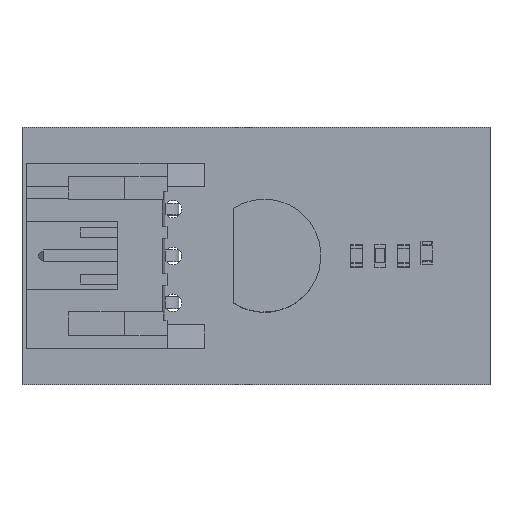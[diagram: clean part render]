
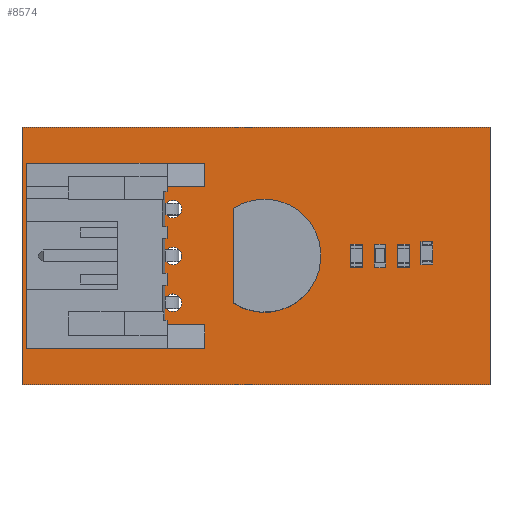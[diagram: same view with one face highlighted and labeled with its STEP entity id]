
A CAD part, top view. The second image highlights one B-rep face of the part: STEP entity #8574.
In plain terms, the highlighted planar face has unit normal (0, 0, 1).
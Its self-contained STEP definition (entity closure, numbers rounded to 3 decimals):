
#8396 = VERTEX_POINT('',#8397);
#8397 = CARTESIAN_POINT('',(150.,-91.,1.6));
#8403 = EDGE_CURVE('',#8396,#8404,#8406,.T.);
#8404 = VERTEX_POINT('',#8405);
#8405 = CARTESIAN_POINT('',(130.,-91.,1.6));
#8406 = LINE('',#8407,#8408);
#8407 = CARTESIAN_POINT('',(150.,-91.,1.6));
#8408 = VECTOR('',#8409,1.);
#8409 = DIRECTION('',(-1.,0.,0.));
#8436 = VERTEX_POINT('',#8437);
#8437 = CARTESIAN_POINT('',(150.,-80.,1.6));
#8443 = EDGE_CURVE('',#8436,#8396,#8444,.T.);
#8444 = LINE('',#8445,#8446);
#8445 = CARTESIAN_POINT('',(150.,-80.,1.6));
#8446 = VECTOR('',#8447,1.);
#8447 = DIRECTION('',(0.,-1.,0.));
#8465 = EDGE_CURVE('',#8404,#8466,#8468,.T.);
#8466 = VERTEX_POINT('',#8467);
#8467 = CARTESIAN_POINT('',(130.,-80.,1.6));
#8468 = LINE('',#8469,#8470);
#8469 = CARTESIAN_POINT('',(130.,-91.,1.6));
#8470 = VECTOR('',#8471,1.);
#8471 = DIRECTION('',(0.,1.,0.));
#8574 = ADVANCED_FACE('',(#8575,#8586,#8597,#8608,#8619,#8630,#8641),
  #8652,.T.);
#8575 = FACE_BOUND('',#8576,.T.);
#8576 = EDGE_LOOP('',(#8577,#8578,#8579,#8585));
#8577 = ORIENTED_EDGE('',*,*,#8403,.F.);
#8578 = ORIENTED_EDGE('',*,*,#8443,.F.);
#8579 = ORIENTED_EDGE('',*,*,#8580,.F.);
#8580 = EDGE_CURVE('',#8466,#8436,#8581,.T.);
#8581 = LINE('',#8582,#8583);
#8582 = CARTESIAN_POINT('',(130.,-80.,1.6));
#8583 = VECTOR('',#8584,1.);
#8584 = DIRECTION('',(1.,0.,0.));
#8585 = ORIENTED_EDGE('',*,*,#8465,.F.);
#8586 = FACE_BOUND('',#8587,.T.);
#8587 = EDGE_LOOP('',(#8588));
#8588 = ORIENTED_EDGE('',*,*,#8589,.T.);
#8589 = EDGE_CURVE('',#8590,#8590,#8592,.T.);
#8590 = VERTEX_POINT('',#8591);
#8591 = CARTESIAN_POINT('',(136.45,-87.875,1.6));
#8592 = CIRCLE('',#8593,0.375);
#8593 = AXIS2_PLACEMENT_3D('',#8594,#8595,#8596);
#8594 = CARTESIAN_POINT('',(136.45,-87.5,1.6));
#8595 = DIRECTION('',(-0.,0.,-1.));
#8596 = DIRECTION('',(-0.,-1.,0.));
#8597 = FACE_BOUND('',#8598,.T.);
#8598 = EDGE_LOOP('',(#8599));
#8599 = ORIENTED_EDGE('',*,*,#8600,.T.);
#8600 = EDGE_CURVE('',#8601,#8601,#8603,.T.);
#8601 = VERTEX_POINT('',#8602);
#8602 = CARTESIAN_POINT('',(140.36,-87.145,1.6));
#8603 = CIRCLE('',#8604,0.375);
#8604 = AXIS2_PLACEMENT_3D('',#8605,#8606,#8607);
#8605 = CARTESIAN_POINT('',(140.36,-86.77,1.6));
#8606 = DIRECTION('',(-0.,0.,-1.));
#8607 = DIRECTION('',(-0.,-1.,0.));
#8608 = FACE_BOUND('',#8609,.T.);
#8609 = EDGE_LOOP('',(#8610));
#8610 = ORIENTED_EDGE('',*,*,#8611,.T.);
#8611 = EDGE_CURVE('',#8612,#8612,#8614,.T.);
#8612 = VERTEX_POINT('',#8613);
#8613 = CARTESIAN_POINT('',(136.45,-85.875,1.6));
#8614 = CIRCLE('',#8615,0.375);
#8615 = AXIS2_PLACEMENT_3D('',#8616,#8617,#8618);
#8616 = CARTESIAN_POINT('',(136.45,-85.5,1.6));
#8617 = DIRECTION('',(-0.,0.,-1.));
#8618 = DIRECTION('',(-0.,-1.,0.));
#8619 = FACE_BOUND('',#8620,.T.);
#8620 = EDGE_LOOP('',(#8621));
#8621 = ORIENTED_EDGE('',*,*,#8622,.T.);
#8622 = EDGE_CURVE('',#8623,#8623,#8625,.T.);
#8623 = VERTEX_POINT('',#8624);
#8624 = CARTESIAN_POINT('',(136.45,-83.875,1.6));
#8625 = CIRCLE('',#8626,0.375);
#8626 = AXIS2_PLACEMENT_3D('',#8627,#8628,#8629);
#8627 = CARTESIAN_POINT('',(136.45,-83.5,1.6));
#8628 = DIRECTION('',(-0.,0.,-1.));
#8629 = DIRECTION('',(-0.,-1.,0.));
#8630 = FACE_BOUND('',#8631,.T.);
#8631 = EDGE_LOOP('',(#8632));
#8632 = ORIENTED_EDGE('',*,*,#8633,.T.);
#8633 = EDGE_CURVE('',#8634,#8634,#8636,.T.);
#8634 = VERTEX_POINT('',#8635);
#8635 = CARTESIAN_POINT('',(140.36,-85.875,1.6));
#8636 = CIRCLE('',#8637,0.375);
#8637 = AXIS2_PLACEMENT_3D('',#8638,#8639,#8640);
#8638 = CARTESIAN_POINT('',(140.36,-85.5,1.6));
#8639 = DIRECTION('',(-0.,0.,-1.));
#8640 = DIRECTION('',(-0.,-1.,0.));
#8641 = FACE_BOUND('',#8642,.T.);
#8642 = EDGE_LOOP('',(#8643));
#8643 = ORIENTED_EDGE('',*,*,#8644,.T.);
#8644 = EDGE_CURVE('',#8645,#8645,#8647,.T.);
#8645 = VERTEX_POINT('',#8646);
#8646 = CARTESIAN_POINT('',(140.36,-84.605,1.6));
#8647 = CIRCLE('',#8648,0.375);
#8648 = AXIS2_PLACEMENT_3D('',#8649,#8650,#8651);
#8649 = CARTESIAN_POINT('',(140.36,-84.23,1.6));
#8650 = DIRECTION('',(-0.,0.,-1.));
#8651 = DIRECTION('',(-0.,-1.,0.));
#8652 = PLANE('',#8653);
#8653 = AXIS2_PLACEMENT_3D('',#8654,#8655,#8656);
#8654 = CARTESIAN_POINT('',(0.,0.,1.6));
#8655 = DIRECTION('',(0.,0.,1.));
#8656 = DIRECTION('',(1.,0.,-0.));
